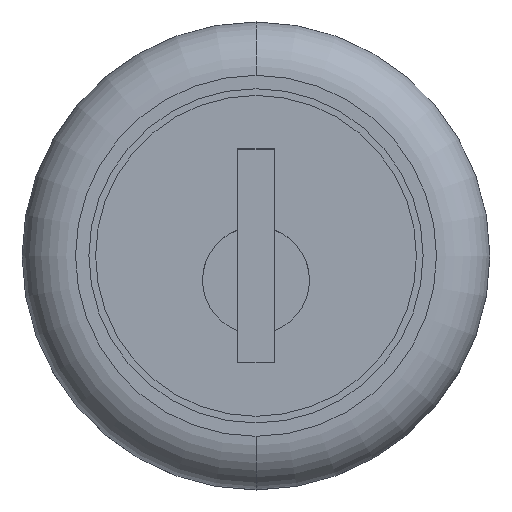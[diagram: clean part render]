
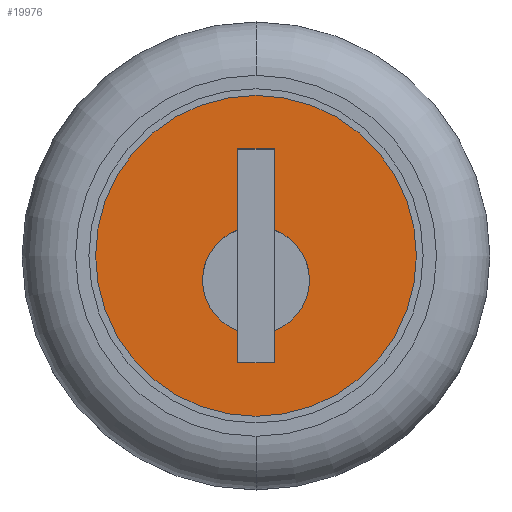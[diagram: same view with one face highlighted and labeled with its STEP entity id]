
A CAD part, top view. The second image highlights one B-rep face of the part: STEP entity #19976.
In plain terms, the highlighted planar face has unit normal (0, 0, 1).
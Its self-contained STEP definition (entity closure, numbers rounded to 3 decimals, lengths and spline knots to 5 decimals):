
#4691=CARTESIAN_POINT('',(0.,0.,1.512));
#4692=DIRECTION('',(0.,0.,1.));
#4693=DIRECTION('',(0.,1.,0.));
#4694=AXIS2_PLACEMENT_3D('',#4691,#4692,#4693);
#4696=CARTESIAN_POINT('',(0.,0.,1.512));
#4697=DIRECTION('',(0.,0.,1.));
#4698=DIRECTION('',(0.,-1.,0.));
#4699=AXIS2_PLACEMENT_3D('',#4696,#4697,#4698);
#4711=DIRECTION('',(0.,-1.,0.));
#4712=VECTOR('',#4711,0.06034);
#4713=CARTESIAN_POINT('',(-0.034,-0.13966,1.512));
#4714=LINE('',#4713,#4712);
#4715=DIRECTION('',(1.,0.,0.));
#4716=VECTOR('',#4715,0.068);
#4717=CARTESIAN_POINT('',(-0.034,-0.2,1.512));
#4718=LINE('',#4717,#4716);
#4719=DIRECTION('',(0.,1.,0.));
#4720=VECTOR('',#4719,0.06034);
#4721=CARTESIAN_POINT('',(0.034,-0.2,1.512));
#4722=LINE('',#4721,#4720);
#4723=DIRECTION('',(0.,1.,0.));
#4724=VECTOR('',#4723,0.15157);
#4725=CARTESIAN_POINT('',(0.034,0.04843,1.512));
#4726=LINE('',#4725,#4724);
#4727=DIRECTION('',(-1.,0.,0.));
#4728=VECTOR('',#4727,0.068);
#4729=CARTESIAN_POINT('',(0.034,0.2,1.512));
#4730=LINE('',#4729,#4728);
#4731=DIRECTION('',(0.,-1.,0.));
#4732=VECTOR('',#4731,0.15157);
#4733=CARTESIAN_POINT('',(-0.034,0.2,1.512));
#4734=LINE('',#4733,#4732);
#4785=CARTESIAN_POINT('',(0.,-0.04562,1.512));
#4786=DIRECTION('',(0.,0.,-1.));
#4787=DIRECTION('',(-0.34,-0.94,0.));
#4788=AXIS2_PLACEMENT_3D('',#4785,#4786,#4787);
#4800=CARTESIAN_POINT('',(0.,-0.04562,1.512));
#4801=DIRECTION('',(0.,0.,-1.));
#4802=DIRECTION('',(0.34,0.94,0.));
#4803=AXIS2_PLACEMENT_3D('',#4800,#4801,#4802);
#13607=CARTESIAN_POINT('',(0.,0.3,1.512));
#13608=CARTESIAN_POINT('',(0.,-0.3,1.512));
#13609=VERTEX_POINT('',#13607);
#13610=VERTEX_POINT('',#13608);
#13919=CARTESIAN_POINT('',(0.034,0.2,1.512));
#13920=CARTESIAN_POINT('',(-0.034,0.2,1.512));
#13921=VERTEX_POINT('',#13919);
#13922=VERTEX_POINT('',#13920);
#13923=CARTESIAN_POINT('',(-0.034,-0.2,1.512));
#13924=CARTESIAN_POINT('',(0.034,-0.2,1.512));
#13925=VERTEX_POINT('',#13923);
#13926=VERTEX_POINT('',#13924);
#15529=CARTESIAN_POINT('',(0.034,-0.13966,1.512));
#15531=VERTEX_POINT('',#15529);
#15533=CARTESIAN_POINT('',(0.034,0.04843,1.512));
#15535=VERTEX_POINT('',#15533);
#15537=CARTESIAN_POINT('',(-0.034,-0.13966,1.512));
#15539=VERTEX_POINT('',#15537);
#15541=CARTESIAN_POINT('',(-0.034,0.04843,1.512));
#15543=VERTEX_POINT('',#15541);
#19947=CARTESIAN_POINT('',(0.,0.,1.512));
#19948=DIRECTION('',(0.,0.,1.));
#19949=DIRECTION('',(0.,-1.,0.));
#19950=AXIS2_PLACEMENT_3D('',#19947,#19948,#19949);
#19951=PLANE('',#19950);
#19953=ORIENTED_EDGE('',*,*,#19952,.F.);
#19955=ORIENTED_EDGE('',*,*,#19954,.F.);
#19956=EDGE_LOOP('',(#19953,#19955));
#19957=FACE_OUTER_BOUND('',#19956,.F.);
#19959=ORIENTED_EDGE('',*,*,#19958,.F.);
#19961=ORIENTED_EDGE('',*,*,#19960,.T.);
#19963=ORIENTED_EDGE('',*,*,#19962,.T.);
#19965=ORIENTED_EDGE('',*,*,#19964,.T.);
#19967=ORIENTED_EDGE('',*,*,#19966,.F.);
#19969=ORIENTED_EDGE('',*,*,#19968,.T.);
#19971=ORIENTED_EDGE('',*,*,#19970,.T.);
#19973=ORIENTED_EDGE('',*,*,#19972,.T.);
#19974=EDGE_LOOP('',(#19959,#19961,#19963,#19965,#19967,#19969,#19971,#19973));
#19975=FACE_BOUND('',#19974,.F.);
#19976=ADVANCED_FACE('',(#19957,#19975),#19951,.T.);
#4695=CIRCLE('',#4694,0.3);
#4700=CIRCLE('',#4699,0.3);
#4789=CIRCLE('',#4788,0.1);
#4804=CIRCLE('',#4803,0.1);
#19952=EDGE_CURVE('',#13609,#13610,#4695,.T.);
#19954=EDGE_CURVE('',#13610,#13609,#4700,.T.);
#19958=EDGE_CURVE('',#15539,#15543,#4789,.T.);
#19960=EDGE_CURVE('',#15539,#13925,#4714,.T.);
#19962=EDGE_CURVE('',#13925,#13926,#4718,.T.);
#19964=EDGE_CURVE('',#13926,#15531,#4722,.T.);
#19966=EDGE_CURVE('',#15535,#15531,#4804,.T.);
#19968=EDGE_CURVE('',#15535,#13921,#4726,.T.);
#19970=EDGE_CURVE('',#13921,#13922,#4730,.T.);
#19972=EDGE_CURVE('',#13922,#15543,#4734,.T.);
